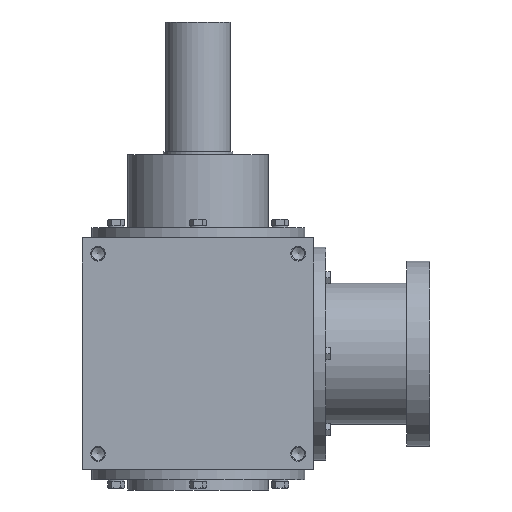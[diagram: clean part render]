
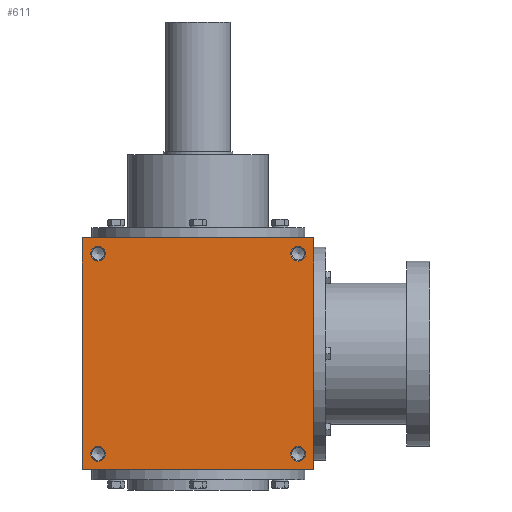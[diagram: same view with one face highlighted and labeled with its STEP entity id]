
A CAD part, front view. The second image highlights one B-rep face of the part: STEP entity #611.
In plain terms, the highlighted planar face has unit normal (0, -1, 0).
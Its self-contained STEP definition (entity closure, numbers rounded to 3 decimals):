
#611 = ADVANCED_FACE( '', ( #1226, #1227, #1228, #1229, #1230 ), #1231, .F. );
#1226 = FACE_BOUND( '', #1959, .T. );
#1227 = FACE_BOUND( '', #1960, .T. );
#1228 = FACE_BOUND( '', #1961, .T. );
#1229 = FACE_BOUND( '', #1962, .T. );
#1230 = FACE_OUTER_BOUND( '', #1963, .T. );
#1231 = PLANE( '', #1964 );
#1959 = EDGE_LOOP( '', ( #2987 ) );
#1960 = EDGE_LOOP( '', ( #2988 ) );
#1961 = EDGE_LOOP( '', ( #2989 ) );
#1962 = EDGE_LOOP( '', ( #2990 ) );
#1963 = EDGE_LOOP( '', ( #2991, #2992, #2993, #2994 ) );
#1964 = AXIS2_PLACEMENT_3D( '', #2995, #2996, #2997 );
#2987 = ORIENTED_EDGE( '', *, *, #4068, .T. );
#2988 = ORIENTED_EDGE( '', *, *, #3818, .T. );
#2989 = ORIENTED_EDGE( '', *, *, #4111, .F. );
#2990 = ORIENTED_EDGE( '', *, *, #4112, .F. );
#2991 = ORIENTED_EDGE( '', *, *, #3840, .T. );
#2992 = ORIENTED_EDGE( '', *, *, #4113, .F. );
#2993 = ORIENTED_EDGE( '', *, *, #4060, .F. );
#2994 = ORIENTED_EDGE( '', *, *, #4114, .T. );
#2995 = CARTESIAN_POINT( '', ( -125., -125., 125. ) );
#2996 = DIRECTION( '', ( 0., 1., 0. ) );
#2997 = DIRECTION( '', ( 0., 0., 1. ) );
#3818 = EDGE_CURVE( '', #4366, #4366, #4367, .T. );
#3840 = EDGE_CURVE( '', #4402, #4406, #4408, .T. );
#4060 = EDGE_CURVE( '', #4748, #4750, #4751, .T. );
#4068 = EDGE_CURVE( '', #4762, #4762, #4763, .T. );
#4111 = EDGE_CURVE( '', #4822, #4822, #4823, .T. );
#4112 = EDGE_CURVE( '', #4824, #4824, #4825, .T. );
#4113 = EDGE_CURVE( '', #4750, #4406, #4826, .T. );
#4114 = EDGE_CURVE( '', #4748, #4402, #4827, .T. );
#4366 = VERTEX_POINT( '', #5120 );
#4367 = CIRCLE( '', #5121, 8. );
#4402 = VERTEX_POINT( '', #5162 );
#4406 = VERTEX_POINT( '', #5168 );
#4408 = LINE( '', #5171, #5172 );
#4748 = VERTEX_POINT( '', #5734 );
#4750 = VERTEX_POINT( '', #5737 );
#4751 = LINE( '', #5738, #5739 );
#4762 = VERTEX_POINT( '', #5751 );
#4763 = CIRCLE( '', #5752, 8. );
#4822 = VERTEX_POINT( '', #5840 );
#4823 = CIRCLE( '', #5841, 8. );
#4824 = VERTEX_POINT( '', #5842 );
#4825 = CIRCLE( '', #5843, 8. );
#4826 = LINE( '', #5844, #5845 );
#4827 = LINE( '', #5846, #5847 );
#5120 = CARTESIAN_POINT( '', ( -108., -125., 116. ) );
#5121 = AXIS2_PLACEMENT_3D( '', #6175, #6176, #6177 );
#5162 = CARTESIAN_POINT( '', ( -125., -125., -125. ) );
#5168 = CARTESIAN_POINT( '', ( 125., -125., -125. ) );
#5171 = CARTESIAN_POINT( '', ( -125., -125., -125. ) );
#5172 = VECTOR( '', #6214, 1000. );
#5734 = CARTESIAN_POINT( '', ( -125., -125., 125. ) );
#5737 = CARTESIAN_POINT( '', ( 125., -125., 125. ) );
#5738 = CARTESIAN_POINT( '', ( -125., -125., 125. ) );
#5739 = VECTOR( '', #6553, 1000. );
#5751 = CARTESIAN_POINT( '', ( -108., -125., -100. ) );
#5752 = AXIS2_PLACEMENT_3D( '', #6567, #6568, #6569 );
#5840 = CARTESIAN_POINT( '', ( 108., -125., -116. ) );
#5841 = AXIS2_PLACEMENT_3D( '', #6626, #6627, #6628 );
#5842 = CARTESIAN_POINT( '', ( 108., -125., 100. ) );
#5843 = AXIS2_PLACEMENT_3D( '', #6629, #6630, #6631 );
#5844 = CARTESIAN_POINT( '', ( 125., -125., 125. ) );
#5845 = VECTOR( '', #6632, 1000. );
#5846 = CARTESIAN_POINT( '', ( -125., -125., 125. ) );
#5847 = VECTOR( '', #6633, 1000. );
#6175 = CARTESIAN_POINT( '', ( -108., -125., 108. ) );
#6176 = DIRECTION( '', ( 0., 1., 0. ) );
#6177 = DIRECTION( '', ( 0., 0., 1. ) );
#6214 = DIRECTION( '', ( 1., 0., 0. ) );
#6553 = DIRECTION( '', ( 1., 0., 0. ) );
#6567 = CARTESIAN_POINT( '', ( -108., -125., -108. ) );
#6568 = DIRECTION( '', ( 0., 1., 0. ) );
#6569 = DIRECTION( '', ( 0., 0., 1. ) );
#6626 = CARTESIAN_POINT( '', ( 108., -125., -108. ) );
#6627 = DIRECTION( '', ( 0., -1., 0. ) );
#6628 = DIRECTION( '', ( 0., 0., -1. ) );
#6629 = CARTESIAN_POINT( '', ( 108., -125., 108. ) );
#6630 = DIRECTION( '', ( 0., -1., 0. ) );
#6631 = DIRECTION( '', ( 0., 0., -1. ) );
#6632 = DIRECTION( '', ( 0., 0., -1. ) );
#6633 = DIRECTION( '', ( 0., 0., -1. ) );
